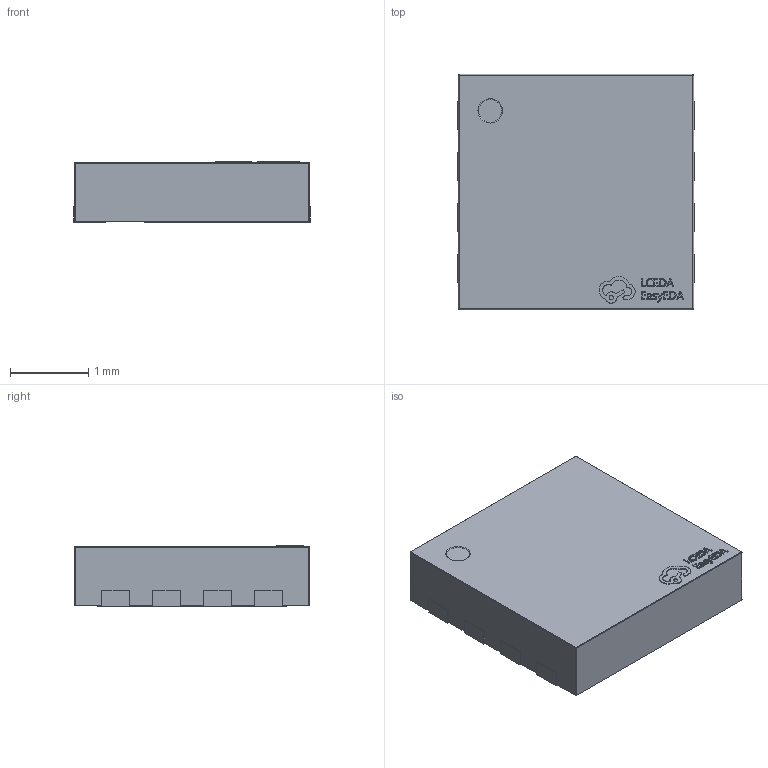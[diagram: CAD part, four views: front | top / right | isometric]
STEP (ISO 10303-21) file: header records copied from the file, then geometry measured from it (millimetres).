
FILE_DESCRIPTION (( 'STEP AP214' ), '1' );
FILE_NAME ('DFN-8_L3.0-W3.0-H0.8-P0.65-BL_VBQFXXXX.step', '2022-06-30T13:27:14', ( '' ), ( '' ), 'SwSTEP 2.0', 'SolidWorks 2020', '' );
FILE_SCHEMA (( 'AUTOMOTIVE_DESIGN' ));
Length unit declared in the file: millimetre
Products named in the file (1): DFN-8_L3.0-W3.0-H0.8-P0.65-BL_VBQFXXXX
Bounding box: 3.02 x 3 x 0.77 mm (x, y, z)
Volume: 6.8 mm3; surface area: 27.3 mm2
Topology: 1 solids, 1 shells, 357 faces, 976 edges, 644 vertices
Faces by surface type: plane 231, bspline 112, cylinder 8, sphere 4, torus 2
Entity records: 16283 total; most frequent: CARTESIAN_POINT 4078, ORIENTED_EDGE 1944, DIRECTION 1258, EDGE_CURVE 972, VECTOR 722, LINE 722, VERTEX_POINT 644, EDGE_LOOP 384
